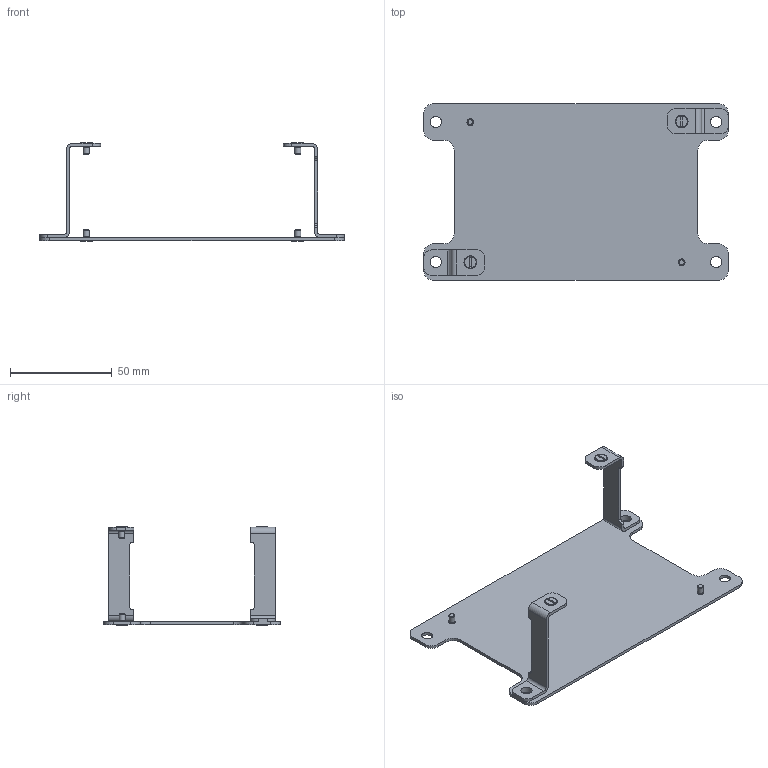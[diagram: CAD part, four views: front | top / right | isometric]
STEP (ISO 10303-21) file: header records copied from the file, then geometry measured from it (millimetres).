
FILE_DESCRIPTION(/* description */ (''),/* implementation_level */ '2;1');
FILE_NAME(/* name */ '100662510ugm000_a.stp',/* time_stamp */ '2016-03-02T08:08:20+01:00',/* author */ (''),/* organization */ (''),/* preprocessor_version */ 'ST-DEVELOPER v16',/* originating_system */ 'SIEMENS PLM Software NX 10.0',/* authorisation */ '');
FILE_SCHEMA (('AUTOMOTIVE_DESIGN { 1 0 10303 214 3 1 1 1 }'));
Length unit declared in the file: millimetre
Products named in the file (1): 100662510ugm000_a
Bounding box: 150 x 87 x 49 mm (x, y, z)
Volume: 19615.2 mm3; surface area: 27379.8 mm2
Topology: 5 solids, 5 shells, 126 faces, 349 edges, 234 vertices
Faces by surface type: plane 58, cylinder 52, cone 16
Full cylindrical faces by diameter (mm): 3 x4, 5.5 x4
Entity records: 4791 total; most frequent: CARTESIAN_POINT 700, DIRECTION 674, ORIENTED_EDGE 616, EDGE_CURVE 308, AXIS2_PLACEMENT_3D 255, VERTEX_POINT 216, EDGE_LOOP 166, LINE 164
